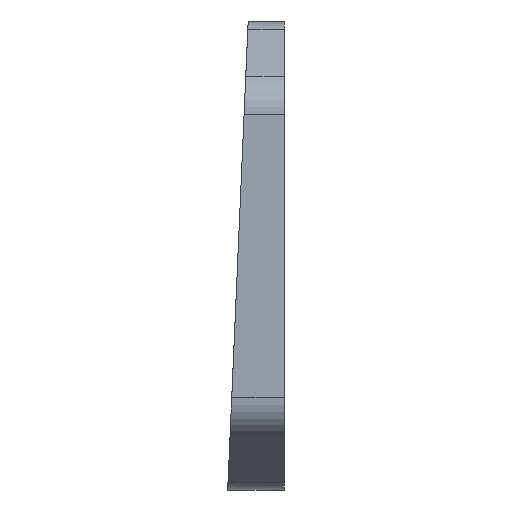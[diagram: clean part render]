
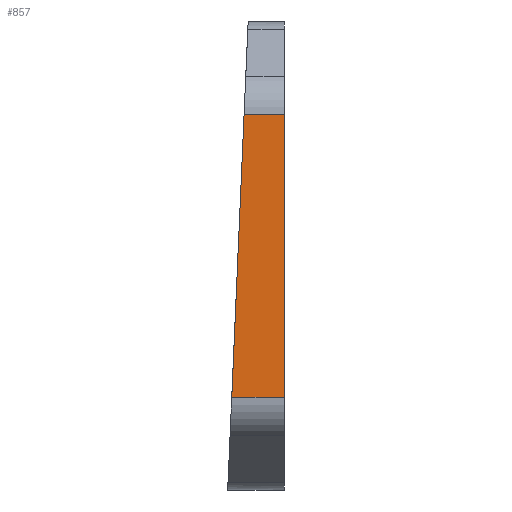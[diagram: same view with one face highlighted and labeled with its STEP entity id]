
A CAD part, left-side view. The second image highlights one B-rep face of the part: STEP entity #857.
In plain terms, the highlighted planar face has unit normal (-1, 0, 0).
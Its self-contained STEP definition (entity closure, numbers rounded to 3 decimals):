
#91=FACE_OUTER_BOUND('',#143,.T.);
#143=EDGE_LOOP('',(#745,#746,#747,#748));
#163=LINE('',#1242,#248);
#223=LINE('',#1417,#308);
#228=LINE('',#1442,#313);
#229=LINE('',#1443,#314);
#248=VECTOR('',#987,10.);
#308=VECTOR('',#1143,10.);
#313=VECTOR('',#1174,10.);
#314=VECTOR('',#1175,10.);
#358=VERTEX_POINT('',#1239);
#359=VERTEX_POINT('',#1241);
#425=VERTEX_POINT('',#1414);
#426=VERTEX_POINT('',#1416);
#443=EDGE_CURVE('',#358,#359,#163,.T.);
#530=EDGE_CURVE('',#426,#425,#223,.F.);
#543=EDGE_CURVE('',#425,#359,#228,.T.);
#544=EDGE_CURVE('',#426,#358,#229,.T.);
#745=ORIENTED_EDGE('',*,*,#530,.T.);
#746=ORIENTED_EDGE('',*,*,#543,.T.);
#747=ORIENTED_EDGE('',*,*,#443,.F.);
#748=ORIENTED_EDGE('',*,*,#544,.F.);
#823=PLANE('',#953);
#857=ADVANCED_FACE('',(#91),#823,.T.);
#953=AXIS2_PLACEMENT_3D('',#1441,#1172,#1173);
#987=DIRECTION('',(0.,0.,-1.));
#1143=DIRECTION('',(0.,-0.044,0.999));
#1172=DIRECTION('center_axis',(-1.,0.,0.));
#1173=DIRECTION('ref_axis',(0.,0.,1.));
#1174=DIRECTION('',(0.,-1.,0.));
#1175=DIRECTION('',(0.,-1.,0.));
#1239=CARTESIAN_POINT('',(-36.5,-2.5,18.724));
#1241=CARTESIAN_POINT('',(-36.5,-2.5,-18.724));
#1242=CARTESIAN_POINT('',(-36.5,-2.5,-31.));
#1414=CARTESIAN_POINT('',(-36.5,4.464,-18.724));
#1416=CARTESIAN_POINT('',(-36.5,2.829,18.724));
#1417=CARTESIAN_POINT('',(-36.5,4.319,-15.406));
#1441=CARTESIAN_POINT('Origin',(-36.5,0.,-31.));
#1442=CARTESIAN_POINT('',(-36.5,0.,-18.724));
#1443=CARTESIAN_POINT('',(-36.5,0.,18.724));
